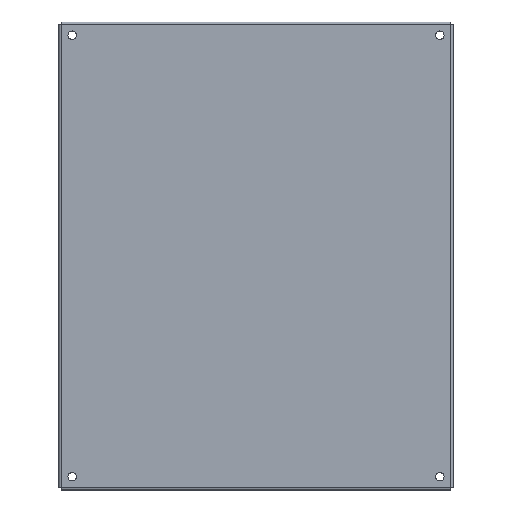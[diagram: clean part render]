
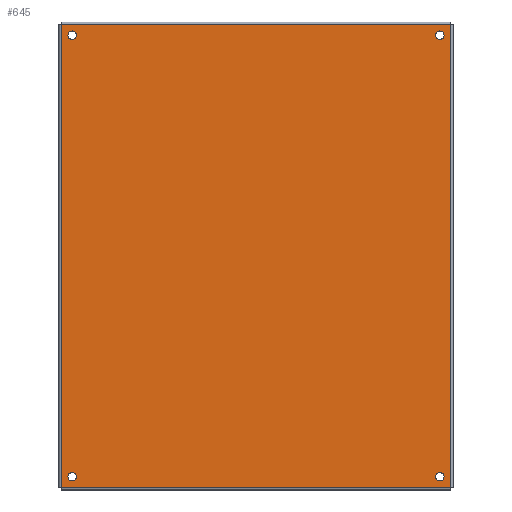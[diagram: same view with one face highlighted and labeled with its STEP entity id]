
A CAD part, front view. The second image highlights one B-rep face of the part: STEP entity #645.
In plain terms, the highlighted planar face has unit normal (0, -1, 0).
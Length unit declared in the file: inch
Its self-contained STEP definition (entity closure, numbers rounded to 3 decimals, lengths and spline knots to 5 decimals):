
#4 = EDGE_LOOP ( 'NONE', ( #63, #980 ) ) ;
#5 = CARTESIAN_POINT ( 'NONE',  ( -12.857, 0., 15.2945 ) ) ;
#9 = CARTESIAN_POINT ( 'NONE',  ( -12.125, 0., 14.5625 ) ) ;
#16 = CARTESIAN_POINT ( 'NONE',  ( 12.125, 0., 14.28125 ) ) ;
#23 = ORIENTED_EDGE ( 'NONE', *, *, #818, .F. ) ;
#25 = VECTOR ( 'NONE', #299, 39.37008 ) ;
#55 = LINE ( 'NONE', #830, #1081 ) ;
#63 = ORIENTED_EDGE ( 'NONE', *, *, #485, .F. ) ;
#73 = DIRECTION ( 'NONE',  ( 0., 0., 1. ) ) ;
#75 = CARTESIAN_POINT ( 'NONE',  ( 12.125, 0., -14.84375 ) ) ;
#108 = CARTESIAN_POINT ( 'NONE',  ( 12.857, 0., 15.2945 ) ) ;
#131 = DIRECTION ( 'NONE',  ( 0., -1., 0. ) ) ;
#140 = VERTEX_POINT ( 'NONE', #498 ) ;
#145 = DIRECTION ( 'NONE',  ( 1., 0., 0. ) ) ;
#148 = DIRECTION ( 'NONE',  ( 0., -1., 0. ) ) ;
#185 = DIRECTION ( 'NONE',  ( 0., -1., 0. ) ) ;
#188 = EDGE_CURVE ( 'NONE', #1099, #1171, #1189, .T. ) ;
#189 = DIRECTION ( 'NONE',  ( 0., 0., 1. ) ) ;
#194 = DIRECTION ( 'NONE',  ( 0., 0., 1. ) ) ;
#223 = FACE_OUTER_BOUND ( 'NONE', #608, .T. ) ;
#227 = CARTESIAN_POINT ( 'NONE',  ( -12.125, 0., -14.28125 ) ) ;
#242 = VERTEX_POINT ( 'NONE', #227 ) ;
#252 = DIRECTION ( 'NONE',  ( 0., -1., 0. ) ) ;
#261 = AXIS2_PLACEMENT_3D ( 'NONE', #934, #298, #927 ) ;
#270 = CIRCLE ( 'NONE', #357, 0.28125 ) ;
#280 = EDGE_LOOP ( 'NONE', ( #975, #559 ) ) ;
#285 = CARTESIAN_POINT ( 'NONE',  ( -12.125, 0., -14.5625 ) ) ;
#288 = EDGE_CURVE ( 'NONE', #1031, #679, #450, .T. ) ;
#297 = ORIENTED_EDGE ( 'NONE', *, *, #337, .F. ) ;
#298 = DIRECTION ( 'NONE',  ( 0., -1., 0. ) ) ;
#299 = DIRECTION ( 'NONE',  ( -1., 0., 0. ) ) ;
#337 = EDGE_CURVE ( 'NONE', #140, #424, #784, .T. ) ;
#339 = EDGE_CURVE ( 'NONE', #540, #705, #1118, .T. ) ;
#349 = FACE_BOUND ( 'NONE', #1077, .T. ) ;
#353 = EDGE_CURVE ( 'NONE', #566, #731, #1087, .T. ) ;
#357 = AXIS2_PLACEMENT_3D ( 'NONE', #362, #185, #1179 ) ;
#359 = CARTESIAN_POINT ( 'NONE',  ( 12.125, 0., 14.84375 ) ) ;
#362 = CARTESIAN_POINT ( 'NONE',  ( -12.125, 0., -14.5625 ) ) ;
#374 = VECTOR ( 'NONE', #145, 39.37008 ) ;
#377 = CARTESIAN_POINT ( 'NONE',  ( -12.125, 0., -14.84375 ) ) ;
#392 = DIRECTION ( 'NONE',  ( 0., -1., 0. ) ) ;
#424 = VERTEX_POINT ( 'NONE', #1160 ) ;
#432 = CARTESIAN_POINT ( 'NONE',  ( -12.125, 0., 14.5625 ) ) ;
#435 = CARTESIAN_POINT ( 'NONE',  ( 12.125, 0., -14.5625 ) ) ;
#446 = AXIS2_PLACEMENT_3D ( 'NONE', #432, #148, #803 ) ;
#450 = LINE ( 'NONE', #1065, #374 ) ;
#485 = EDGE_CURVE ( 'NONE', #242, #1173, #270, .T. ) ;
#498 = CARTESIAN_POINT ( 'NONE',  ( -12.125, 0., 14.28125 ) ) ;
#503 = DIRECTION ( 'NONE',  ( 0., 0., 1. ) ) ;
#504 = ORIENTED_EDGE ( 'NONE', *, *, #188, .F. ) ;
#520 = EDGE_LOOP ( 'NONE', ( #782, #297 ) ) ;
#540 = VERTEX_POINT ( 'NONE', #75 ) ;
#544 = CIRCLE ( 'NONE', #261, 0.28125 ) ;
#551 = CARTESIAN_POINT ( 'NONE',  ( -12.857, 0., 15.2945 ) ) ;
#559 = ORIENTED_EDGE ( 'NONE', *, *, #1101, .F. ) ;
#566 = VERTEX_POINT ( 'NONE', #359 ) ;
#582 = CARTESIAN_POINT ( 'NONE',  ( 12.125, 0., -14.28125 ) ) ;
#592 = CARTESIAN_POINT ( 'NONE',  ( -12.857, 0., -15.2945 ) ) ;
#605 = AXIS2_PLACEMENT_3D ( 'NONE', #721, #252, #73 ) ;
#608 = EDGE_LOOP ( 'NONE', ( #504, #869, #890, #1103 ) ) ;
#630 = AXIS2_PLACEMENT_3D ( 'NONE', #435, #131, #503 ) ;
#635 = CIRCLE ( 'NONE', #652, 0.28125 ) ;
#645 = ADVANCED_FACE ( 'NONE', ( #223, #349, #1066, #804, #952 ), #1021, .F. ) ;
#652 = AXIS2_PLACEMENT_3D ( 'NONE', #9, #847, #189 ) ;
#671 = EDGE_CURVE ( 'NONE', #679, #1099, #697, .T. ) ;
#679 = VERTEX_POINT ( 'NONE', #108 ) ;
#683 = EDGE_CURVE ( 'NONE', #424, #140, #635, .T. ) ;
#697 = LINE ( 'NONE', #1122, #846 ) ;
#704 = EDGE_CURVE ( 'NONE', #1173, #242, #1079, .T. ) ;
#705 = VERTEX_POINT ( 'NONE', #582 ) ;
#709 = AXIS2_PLACEMENT_3D ( 'NONE', #285, #392, #1025 ) ;
#721 = CARTESIAN_POINT ( 'NONE',  ( 12.125, 0., 14.5625 ) ) ;
#731 = VERTEX_POINT ( 'NONE', #16 ) ;
#739 = AXIS2_PLACEMENT_3D ( 'NONE', #5, #928, #194 ) ;
#781 = DIRECTION ( 'NONE',  ( 0., 0., 1. ) ) ;
#782 = ORIENTED_EDGE ( 'NONE', *, *, #683, .F. ) ;
#784 = CIRCLE ( 'NONE', #446, 0.28125 ) ;
#803 = DIRECTION ( 'NONE',  ( 0., 0., 1. ) ) ;
#804 = FACE_BOUND ( 'NONE', #520, .T. ) ;
#805 = CIRCLE ( 'NONE', #1093, 0.28125 ) ;
#818 = EDGE_CURVE ( 'NONE', #705, #540, #805, .T. ) ;
#830 = CARTESIAN_POINT ( 'NONE',  ( -12.857, 0., 15.2945 ) ) ;
#846 = VECTOR ( 'NONE', #1110, 39.37008 ) ;
#847 = DIRECTION ( 'NONE',  ( 0., -1., 0. ) ) ;
#850 = CARTESIAN_POINT ( 'NONE',  ( 12.857, 0., -15.2945 ) ) ;
#869 = ORIENTED_EDGE ( 'NONE', *, *, #671, .F. ) ;
#875 = CARTESIAN_POINT ( 'NONE',  ( 12.125, 0., -14.5625 ) ) ;
#887 = DIRECTION ( 'NONE',  ( 0., -1., 0. ) ) ;
#890 = ORIENTED_EDGE ( 'NONE', *, *, #288, .F. ) ;
#927 = DIRECTION ( 'NONE',  ( 0., 0., 1. ) ) ;
#928 = DIRECTION ( 'NONE',  ( 0., 1., 0. ) ) ;
#934 = CARTESIAN_POINT ( 'NONE',  ( 12.125, 0., 14.5625 ) ) ;
#952 = FACE_BOUND ( 'NONE', #4, .T. ) ;
#975 = ORIENTED_EDGE ( 'NONE', *, *, #353, .F. ) ;
#980 = ORIENTED_EDGE ( 'NONE', *, *, #704, .F. ) ;
#985 = EDGE_CURVE ( 'NONE', #1171, #1031, #55, .T. ) ;
#1006 = DIRECTION ( 'NONE',  ( 0., 0., 1. ) ) ;
#1021 = PLANE ( 'NONE',  #739 ) ;
#1025 = DIRECTION ( 'NONE',  ( 0., 0., 1. ) ) ;
#1031 = VERTEX_POINT ( 'NONE', #551 ) ;
#1065 = CARTESIAN_POINT ( 'NONE',  ( -12.857, 0., 15.2945 ) ) ;
#1066 = FACE_BOUND ( 'NONE', #280, .T. ) ;
#1077 = EDGE_LOOP ( 'NONE', ( #23, #1147 ) ) ;
#1079 = CIRCLE ( 'NONE', #709, 0.28125 ) ;
#1081 = VECTOR ( 'NONE', #1006, 39.37008 ) ;
#1087 = CIRCLE ( 'NONE', #605, 0.28125 ) ;
#1093 = AXIS2_PLACEMENT_3D ( 'NONE', #875, #887, #781 ) ;
#1099 = VERTEX_POINT ( 'NONE', #850 ) ;
#1101 = EDGE_CURVE ( 'NONE', #731, #566, #544, .T. ) ;
#1103 = ORIENTED_EDGE ( 'NONE', *, *, #985, .F. ) ;
#1110 = DIRECTION ( 'NONE',  ( 0., 0., -1. ) ) ;
#1118 = CIRCLE ( 'NONE', #630, 0.28125 ) ;
#1122 = CARTESIAN_POINT ( 'NONE',  ( 12.857, 0., 15.2945 ) ) ;
#1136 = CARTESIAN_POINT ( 'NONE',  ( -12.857, 0., -15.2945 ) ) ;
#1147 = ORIENTED_EDGE ( 'NONE', *, *, #339, .F. ) ;
#1160 = CARTESIAN_POINT ( 'NONE',  ( -12.125, 0., 14.84375 ) ) ;
#1171 = VERTEX_POINT ( 'NONE', #592 ) ;
#1173 = VERTEX_POINT ( 'NONE', #377 ) ;
#1179 = DIRECTION ( 'NONE',  ( 0., 0., 1. ) ) ;
#1189 = LINE ( 'NONE', #1136, #25 ) ;
